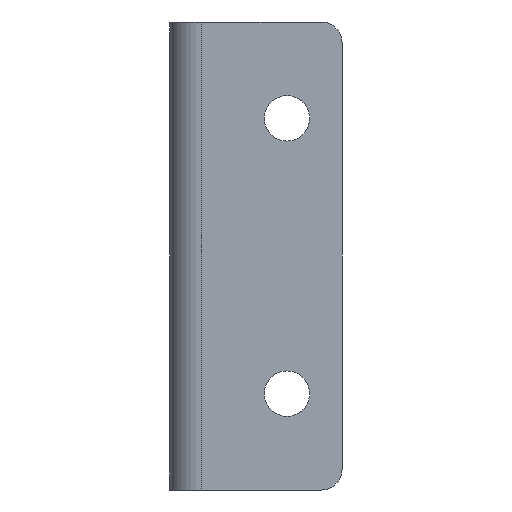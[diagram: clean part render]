
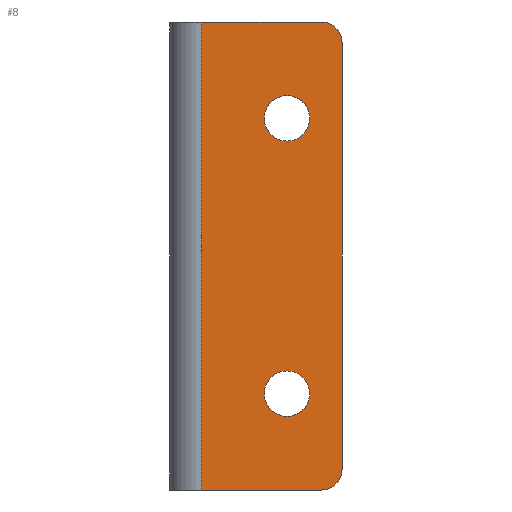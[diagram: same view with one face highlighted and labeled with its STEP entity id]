
A CAD part, front view. The second image highlights one B-rep face of the part: STEP entity #8.
In plain terms, the highlighted planar face has unit normal (0, -1, 0).
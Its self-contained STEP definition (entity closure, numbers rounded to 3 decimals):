
#8 = ADVANCED_FACE ( 'NONE', ( #122, #284, #175 ), #394, .F. ) ;
#45 = CIRCLE ( 'NONE', #687, 16.5 ) ;
#48 = EDGE_LOOP ( 'NONE', ( #161, #150 ) ) ;
#89 = EDGE_LOOP ( 'NONE', ( #132, #262 ) ) ;
#114 = ORIENTED_EDGE ( 'NONE', *, *, #334, .T. ) ;
#115 = CIRCLE ( 'NONE', #705, 15. ) ;
#122 = FACE_BOUND ( 'NONE', #89, .T. ) ;
#132 = ORIENTED_EDGE ( 'NONE', *, *, #751, .T. ) ;
#150 = ORIENTED_EDGE ( 'NONE', *, *, #749, .T. ) ;
#161 = ORIENTED_EDGE ( 'NONE', *, *, #720, .T. ) ;
#166 = EDGE_LOOP ( 'NONE', ( #204, #229, #216, #273, #114, #291 ) ) ;
#175 = FACE_OUTER_BOUND ( 'NONE', #166, .T. ) ;
#191 = VECTOR ( 'NONE', #595, 1000. ) ;
#198 = VECTOR ( 'NONE', #365, 1000. ) ;
#199 = CIRCLE ( 'NONE', #677, 15. ) ;
#201 = CIRCLE ( 'NONE', #709, 16.5 ) ;
#204 = ORIENTED_EDGE ( 'NONE', *, *, #734, .F. ) ;
#212 = LINE ( 'NONE', #632, #295 ) ;
#216 = ORIENTED_EDGE ( 'NONE', *, *, #759, .F. ) ;
#224 = CIRCLE ( 'NONE', #710, 16.5 ) ;
#229 = ORIENTED_EDGE ( 'NONE', *, *, #745, .T. ) ;
#239 = LINE ( 'NONE', #364, #198 ) ;
#262 = ORIENTED_EDGE ( 'NONE', *, *, #728, .T. ) ;
#268 = LINE ( 'NONE', #464, #293 ) ;
#273 = ORIENTED_EDGE ( 'NONE', *, *, #764, .T. ) ;
#283 = CIRCLE ( 'NONE', #678, 16.5 ) ;
#284 = FACE_BOUND ( 'NONE', #48, .T. ) ;
#291 = ORIENTED_EDGE ( 'NONE', *, *, #335, .T. ) ;
#293 = VECTOR ( 'NONE', #448, 1000. ) ;
#295 = VECTOR ( 'NONE', #634, 1000. ) ;
#296 = LINE ( 'NONE', #415, #191 ) ;
#334 = EDGE_CURVE ( 'NONE', #378, #414, #296, .T. ) ;
#335 = EDGE_CURVE ( 'NONE', #414, #403, #115, .T. ) ;
#364 = CARTESIAN_POINT ( 'NONE',  ( 23., 0., 340. ) ) ;
#365 = DIRECTION ( 'NONE',  ( 0., 0., -1. ) ) ;
#378 = VERTEX_POINT ( 'NONE', #594 ) ;
#380 = CARTESIAN_POINT ( 'NONE',  ( 110., 0., 325. ) ) ;
#389 = CARTESIAN_POINT ( 'NONE',  ( 110., 0., 0. ) ) ;
#394 = PLANE ( 'NONE',  #712 ) ;
#403 = VERTEX_POINT ( 'NONE', #553 ) ;
#408 = VERTEX_POINT ( 'NONE', #503 ) ;
#414 = VERTEX_POINT ( 'NONE', #389 ) ;
#415 = CARTESIAN_POINT ( 'NONE',  ( 23., 0., 0. ) ) ;
#417 = CARTESIAN_POINT ( 'NONE',  ( 125., 0., 325. ) ) ;
#419 = CARTESIAN_POINT ( 'NONE',  ( 85., 0., 286.5 ) ) ;
#423 = CARTESIAN_POINT ( 'NONE',  ( 110., 0., 340. ) ) ;
#438 = CARTESIAN_POINT ( 'NONE',  ( 85., 0., 53.5 ) ) ;
#446 = VERTEX_POINT ( 'NONE', #438 ) ;
#448 = DIRECTION ( 'NONE',  ( 0., 0., -1. ) ) ;
#450 = DIRECTION ( 'NONE',  ( 0., 0., 1. ) ) ;
#456 = CARTESIAN_POINT ( 'NONE',  ( 110., 0., 15. ) ) ;
#461 = DIRECTION ( 'NONE',  ( 0., 0., 1. ) ) ;
#464 = CARTESIAN_POINT ( 'NONE',  ( 125., 0., 340. ) ) ;
#467 = DIRECTION ( 'NONE',  ( 0., -1., 0. ) ) ;
#469 = DIRECTION ( 'NONE',  ( 0., 0., 1. ) ) ;
#471 = DIRECTION ( 'NONE',  ( 0., 1., 0. ) ) ;
#486 = VERTEX_POINT ( 'NONE', #417 ) ;
#487 = CARTESIAN_POINT ( 'NONE',  ( 85., 0., 86.5 ) ) ;
#488 = VERTEX_POINT ( 'NONE', #419 ) ;
#500 = VERTEX_POINT ( 'NONE', #423 ) ;
#503 = CARTESIAN_POINT ( 'NONE',  ( 23., 0., 340. ) ) ;
#508 = VERTEX_POINT ( 'NONE', #616 ) ;
#526 = VERTEX_POINT ( 'NONE', #487 ) ;
#553 = CARTESIAN_POINT ( 'NONE',  ( 125., 0., 15. ) ) ;
#557 = DIRECTION ( 'NONE',  ( 0., -1., 0. ) ) ;
#559 = CARTESIAN_POINT ( 'NONE',  ( 23., 0., 340. ) ) ;
#594 = CARTESIAN_POINT ( 'NONE',  ( 23., 0., 0. ) ) ;
#595 = DIRECTION ( 'NONE',  ( 1., 0., 0. ) ) ;
#596 = DIRECTION ( 'NONE',  ( 0., 0., 1. ) ) ;
#598 = DIRECTION ( 'NONE',  ( 0., 0., 1. ) ) ;
#600 = DIRECTION ( 'NONE',  ( 0., 1., 0. ) ) ;
#605 = CARTESIAN_POINT ( 'NONE',  ( 85., 0., 270. ) ) ;
#614 = CARTESIAN_POINT ( 'NONE',  ( 85., 0., 270. ) ) ;
#616 = CARTESIAN_POINT ( 'NONE',  ( 85., 0., 253.5 ) ) ;
#627 = DIRECTION ( 'NONE',  ( 0., 0., 1. ) ) ;
#629 = DIRECTION ( 'NONE',  ( 0., 1., 0. ) ) ;
#632 = CARTESIAN_POINT ( 'NONE',  ( 23., 0., 340. ) ) ;
#634 = DIRECTION ( 'NONE',  ( 1., 0., 0. ) ) ;
#657 = CARTESIAN_POINT ( 'NONE',  ( 85., 0., 70. ) ) ;
#660 = DIRECTION ( 'NONE',  ( 0., 1., 0. ) ) ;
#664 = CARTESIAN_POINT ( 'NONE',  ( 85., 0., 70. ) ) ;
#670 = DIRECTION ( 'NONE',  ( 0., 1., 0. ) ) ;
#672 = DIRECTION ( 'NONE',  ( 0., 0., 1. ) ) ;
#677 = AXIS2_PLACEMENT_3D ( 'NONE', #380, #467, #469 ) ;
#678 = AXIS2_PLACEMENT_3D ( 'NONE', #657, #660, #450 ) ;
#687 = AXIS2_PLACEMENT_3D ( 'NONE', #664, #670, #672 ) ;
#705 = AXIS2_PLACEMENT_3D ( 'NONE', #456, #557, #598 ) ;
#709 = AXIS2_PLACEMENT_3D ( 'NONE', #614, #629, #627 ) ;
#710 = AXIS2_PLACEMENT_3D ( 'NONE', #605, #600, #596 ) ;
#712 = AXIS2_PLACEMENT_3D ( 'NONE', #559, #471, #461 ) ;
#720 = EDGE_CURVE ( 'NONE', #526, #446, #45, .T. ) ;
#728 = EDGE_CURVE ( 'NONE', #508, #488, #201, .T. ) ;
#734 = EDGE_CURVE ( 'NONE', #486, #403, #268, .T. ) ;
#745 = EDGE_CURVE ( 'NONE', #486, #500, #199, .T. ) ;
#749 = EDGE_CURVE ( 'NONE', #446, #526, #283, .T. ) ;
#751 = EDGE_CURVE ( 'NONE', #488, #508, #224, .T. ) ;
#759 = EDGE_CURVE ( 'NONE', #408, #500, #212, .T. ) ;
#764 = EDGE_CURVE ( 'NONE', #408, #378, #239, .T. ) ;
